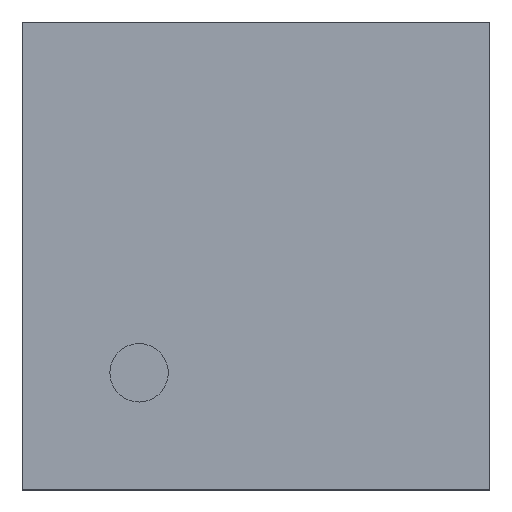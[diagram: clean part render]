
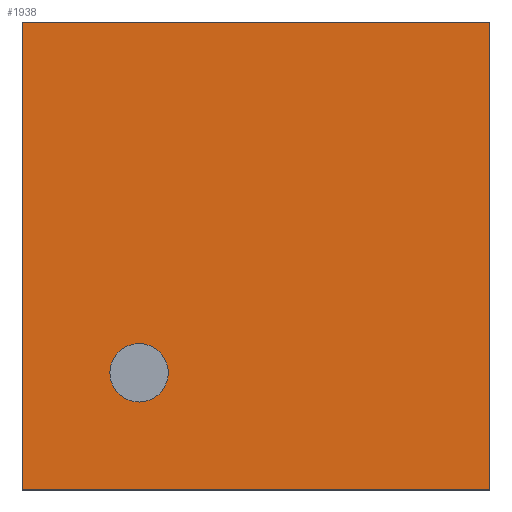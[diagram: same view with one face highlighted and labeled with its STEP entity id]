
A CAD part, top view. The second image highlights one B-rep face of the part: STEP entity #1938.
In plain terms, the highlighted planar face has unit normal (0, 0, 1).
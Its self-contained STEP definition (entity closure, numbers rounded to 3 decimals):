
#37 = CIRCLE ( 'NONE', #1360, 0.075 ) ;
#62 = EDGE_CURVE ( 'NONE', #640, #2109, #488, .T. ) ;
#71 = LINE ( 'NONE', #769, #986 ) ;
#127 = EDGE_CURVE ( 'NONE', #2109, #152, #894, .T. ) ;
#152 = VERTEX_POINT ( 'NONE', #2022 ) ;
#153 = VERTEX_POINT ( 'NONE', #1997 ) ;
#156 = DIRECTION ( 'NONE',  ( -1., 0., 0. ) ) ;
#207 = CARTESIAN_POINT ( 'NONE',  ( -0.375, -0.3, 0.38 ) ) ;
#219 = DIRECTION ( 'NONE',  ( 1., 0., 0. ) ) ;
#235 = CARTESIAN_POINT ( 'NONE',  ( -0.6, -0.6, 0.38 ) ) ;
#386 = VECTOR ( 'NONE', #699, 1000. ) ;
#413 = VERTEX_POINT ( 'NONE', #1813 ) ;
#488 = LINE ( 'NONE', #235, #1555 ) ;
#524 = EDGE_CURVE ( 'NONE', #153, #640, #71, .T. ) ;
#534 = FACE_BOUND ( 'NONE', #1198, .T. ) ;
#612 = VERTEX_POINT ( 'NONE', #207 ) ;
#640 = VERTEX_POINT ( 'NONE', #1725 ) ;
#686 = CIRCLE ( 'NONE', #2016, 0.075 ) ;
#699 = DIRECTION ( 'NONE',  ( 0., 1., 0. ) ) ;
#769 = CARTESIAN_POINT ( 'NONE',  ( -0.6, 0.6, 0.38 ) ) ;
#817 = CARTESIAN_POINT ( 'NONE',  ( 0.6, 0.6, 0.38 ) ) ;
#875 = PLANE ( 'NONE',  #1729 ) ;
#894 = LINE ( 'NONE', #817, #386 ) ;
#895 = ORIENTED_EDGE ( 'NONE', *, *, #2093, .F. ) ;
#917 = EDGE_CURVE ( 'NONE', #152, #153, #2211, .T. ) ;
#986 = VECTOR ( 'NONE', #1459, 1000. ) ;
#1001 = ORIENTED_EDGE ( 'NONE', *, *, #524, .T. ) ;
#1012 = CARTESIAN_POINT ( 'NONE',  ( -0.3, -0.3, 0.38 ) ) ;
#1047 = DIRECTION ( 'NONE',  ( 0., 0., 1. ) ) ;
#1189 = DIRECTION ( 'NONE',  ( 1., 0., 0. ) ) ;
#1198 = EDGE_LOOP ( 'NONE', ( #895, #1582 ) ) ;
#1344 = VECTOR ( 'NONE', #156, 1000. ) ;
#1360 = AXIS2_PLACEMENT_3D ( 'NONE', #1012, #2157, #1189 ) ;
#1369 = ORIENTED_EDGE ( 'NONE', *, *, #127, .T. ) ;
#1421 = ORIENTED_EDGE ( 'NONE', *, *, #917, .T. ) ;
#1459 = DIRECTION ( 'NONE',  ( 0., -1., 0. ) ) ;
#1547 = CARTESIAN_POINT ( 'NONE',  ( 0., 0., 0.38 ) ) ;
#1555 = VECTOR ( 'NONE', #219, 1000. ) ;
#1564 = CARTESIAN_POINT ( 'NONE',  ( -0.6, 0.6, 0.38 ) ) ;
#1582 = ORIENTED_EDGE ( 'NONE', *, *, #1681, .F. ) ;
#1681 = EDGE_CURVE ( 'NONE', #612, #413, #686, .T. ) ;
#1701 = CARTESIAN_POINT ( 'NONE',  ( -0.3, -0.3, 0.38 ) ) ;
#1725 = CARTESIAN_POINT ( 'NONE',  ( -0.6, -0.6, 0.38 ) ) ;
#1729 = AXIS2_PLACEMENT_3D ( 'NONE', #1547, #1047, #2191 ) ;
#1798 = FACE_OUTER_BOUND ( 'NONE', #2018, .T. ) ;
#1813 = CARTESIAN_POINT ( 'NONE',  ( -0.225, -0.3, 0.38 ) ) ;
#1938 = ADVANCED_FACE ( 'NONE', ( #534, #1798 ), #875, .T. ) ;
#1993 = CARTESIAN_POINT ( 'NONE',  ( 0.6, -0.6, 0.38 ) ) ;
#1997 = CARTESIAN_POINT ( 'NONE',  ( -0.6, 0.6, 0.38 ) ) ;
#2016 = AXIS2_PLACEMENT_3D ( 'NONE', #1701, #2231, #2222 ) ;
#2018 = EDGE_LOOP ( 'NONE', ( #1001, #2229, #1369, #1421 ) ) ;
#2022 = CARTESIAN_POINT ( 'NONE',  ( 0.6, 0.6, 0.38 ) ) ;
#2093 = EDGE_CURVE ( 'NONE', #413, #612, #37, .T. ) ;
#2109 = VERTEX_POINT ( 'NONE', #1993 ) ;
#2157 = DIRECTION ( 'NONE',  ( 0., 0., 1. ) ) ;
#2191 = DIRECTION ( 'NONE',  ( 1., 0., 0. ) ) ;
#2211 = LINE ( 'NONE', #1564, #1344 ) ;
#2222 = DIRECTION ( 'NONE',  ( 1., 0., 0. ) ) ;
#2229 = ORIENTED_EDGE ( 'NONE', *, *, #62, .T. ) ;
#2231 = DIRECTION ( 'NONE',  ( 0., 0., 1. ) ) ;
